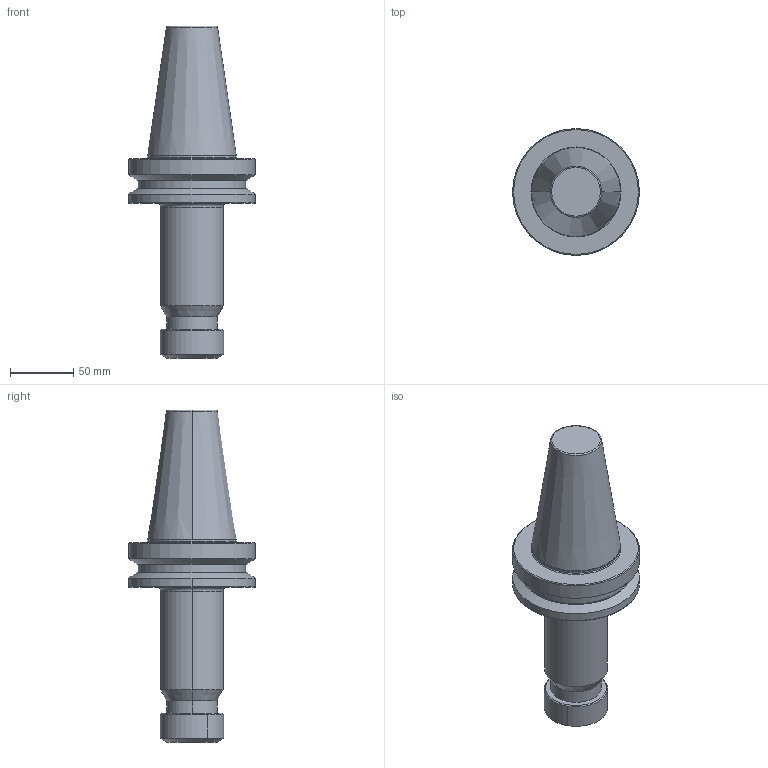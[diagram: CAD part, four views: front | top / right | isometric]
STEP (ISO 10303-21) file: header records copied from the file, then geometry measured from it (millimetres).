
FILE_DESCRIPTION(/* description */ (''),/* implementation_level */ '2;1');
FILE_NAME(/* name */ '1659951501020.stp',/* time_stamp */ '2022-08-08T15:08:30+06:00',/* author */ (''),/* organization */ ('SMS'),/* preprocessor_version */ 'ST-DEVELOPER v16.7',/* originating_system */ 'SIEMENS PLM Software NX 12.0',/* authorisation */ '');
FILE_SCHEMA (('AUTOMOTIVE_DESIGN { 1 0 10303 214 3 1 1 1 }'));
Length unit declared in the file: millimetre
Products named in the file (1): 204264934mod000_00
Bounding box: 99.96 x 99.96 x 261.8 mm (x, y, z)
Volume: 735825.7 mm3; surface area: 63234.5 mm2
Topology: 1 solids, 1 shells, 46 faces, 89 edges, 53 vertices
Faces by surface type: cylinder 14, torus 13, cone 12, plane 7
Full cylindrical faces by diameter (mm): 85 x1, 99.957 x1
Entity records: 1241 total; most frequent: DIRECTION 252, CARTESIAN_POINT 192, ORIENTED_EDGE 178, AXIS2_PLACEMENT_3D 113, EDGE_CURVE 89, CIRCLE 63, EDGE_LOOP 51, VERTEX_POINT 50
